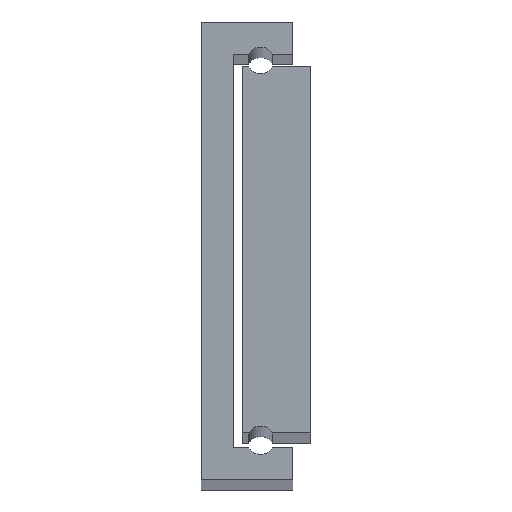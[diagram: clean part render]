
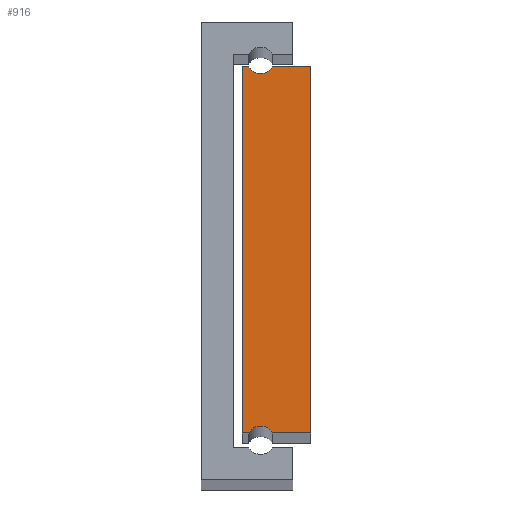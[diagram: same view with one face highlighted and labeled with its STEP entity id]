
A CAD part, top view. The second image highlights one B-rep face of the part: STEP entity #916.
In plain terms, the highlighted planar face has unit normal (0, 0, 1).
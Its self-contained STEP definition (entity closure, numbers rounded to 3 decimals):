
#11 = CARTESIAN_POINT ( 'NONE',  ( -4.571, -1.076, 650. ) ) ;
#23 = VECTOR ( 'NONE', #1573, 1000. ) ;
#29 = DIRECTION ( 'NONE',  ( 1., 0., 0. ) ) ;
#85 = DIRECTION ( 'NONE',  ( 0., 1., 0. ) ) ;
#110 = EDGE_CURVE ( 'NONE', #928, #3037, #866, .T. ) ;
#122 = ORIENTED_EDGE ( 'NONE', *, *, #932, .T. ) ;
#279 = DIRECTION ( 'NONE',  ( 0., 0., -1. ) ) ;
#288 = EDGE_CURVE ( 'NONE', #2694, #1362, #1026, .T. ) ;
#292 = CARTESIAN_POINT ( 'NONE',  ( -4.571, -1.076, 650. ) ) ;
#314 = VERTEX_POINT ( 'NONE', #1064 ) ;
#421 = CIRCLE ( 'NONE', #2242, 3. ) ;
#431 = ORIENTED_EDGE ( 'NONE', *, *, #1052, .T. ) ;
#472 = AXIS2_PLACEMENT_3D ( 'NONE', #2742, #2272, #1472 ) ;
#606 = CARTESIAN_POINT ( 'NONE',  ( -4.571, 78.924, 650. ) ) ;
#614 = VERTEX_POINT ( 'NONE', #2773 ) ;
#619 = VECTOR ( 'NONE', #2220, 1000. ) ;
#699 = EDGE_CURVE ( 'NONE', #314, #2694, #2431, .T. ) ;
#701 = CARTESIAN_POINT ( 'NONE',  ( 10.429, 78.924, 650. ) ) ;
#752 = EDGE_CURVE ( 'NONE', #755, #314, #1199, .T. ) ;
#755 = VERTEX_POINT ( 'NONE', #1455 ) ;
#778 = PLANE ( 'NONE',  #1843 ) ;
#866 = LINE ( 'NONE', #2557, #1900 ) ;
#916 = ADVANCED_FACE ( 'NONE', ( #1013 ), #778, .F. ) ;
#928 = VERTEX_POINT ( 'NONE', #2485 ) ;
#932 = EDGE_CURVE ( 'NONE', #614, #928, #421, .T. ) ;
#1013 = FACE_OUTER_BOUND ( 'NONE', #2093, .T. ) ;
#1025 = CARTESIAN_POINT ( 'NONE',  ( -0.571, -2.576, 650. ) ) ;
#1026 = LINE ( 'NONE', #1527, #1404 ) ;
#1042 = CARTESIAN_POINT ( 'NONE',  ( -0.571, 80.424, 650. ) ) ;
#1052 = EDGE_CURVE ( 'NONE', #2292, #755, #2190, .T. ) ;
#1064 = CARTESIAN_POINT ( 'NONE',  ( 2.027, -1.076, 650. ) ) ;
#1199 = CIRCLE ( 'NONE', #472, 3. ) ;
#1286 = ORIENTED_EDGE ( 'NONE', *, *, #752, .T. ) ;
#1291 = VECTOR ( 'NONE', #29, 1000. ) ;
#1296 = EDGE_CURVE ( 'NONE', #1362, #614, #3063, .T. ) ;
#1362 = VERTEX_POINT ( 'NONE', #3078 ) ;
#1402 = VECTOR ( 'NONE', #1605, 1000. ) ;
#1404 = VECTOR ( 'NONE', #85, 1000. ) ;
#1455 = CARTESIAN_POINT ( 'NONE',  ( -3.169, -1.076, 650. ) ) ;
#1463 = CARTESIAN_POINT ( 'NONE',  ( 10.429, -1.076, 650. ) ) ;
#1470 = CARTESIAN_POINT ( 'NONE',  ( 2.027, -1.076, 650. ) ) ;
#1472 = DIRECTION ( 'NONE',  ( -1., 0., 0. ) ) ;
#1497 = DIRECTION ( 'NONE',  ( 0., 0., -1. ) ) ;
#1527 = CARTESIAN_POINT ( 'NONE',  ( 10.429, -1.076, 650. ) ) ;
#1544 = DIRECTION ( 'NONE',  ( 1., 0., 0. ) ) ;
#1573 = DIRECTION ( 'NONE',  ( 0., -1., 0. ) ) ;
#1589 = EDGE_CURVE ( 'NONE', #3037, #2292, #2779, .T. ) ;
#1605 = DIRECTION ( 'NONE',  ( -1., 0., 0. ) ) ;
#1626 = ORIENTED_EDGE ( 'NONE', *, *, #1296, .T. ) ;
#1843 = AXIS2_PLACEMENT_3D ( 'NONE', #1025, #279, #2465 ) ;
#1900 = VECTOR ( 'NONE', #2319, 1000. ) ;
#2093 = EDGE_LOOP ( 'NONE', ( #2112, #431, #1286, #2943, #2594, #1626, #122, #2144 ) ) ;
#2112 = ORIENTED_EDGE ( 'NONE', *, *, #1589, .T. ) ;
#2144 = ORIENTED_EDGE ( 'NONE', *, *, #110, .T. ) ;
#2190 = LINE ( 'NONE', #11, #1291 ) ;
#2220 = DIRECTION ( 'NONE',  ( 1., 0., 0. ) ) ;
#2242 = AXIS2_PLACEMENT_3D ( 'NONE', #1042, #1497, #1544 ) ;
#2272 = DIRECTION ( 'NONE',  ( 0., 0., -1. ) ) ;
#2292 = VERTEX_POINT ( 'NONE', #292 ) ;
#2319 = DIRECTION ( 'NONE',  ( -1., 0., 0. ) ) ;
#2431 = LINE ( 'NONE', #1470, #619 ) ;
#2465 = DIRECTION ( 'NONE',  ( -1., 0., 0. ) ) ;
#2485 = CARTESIAN_POINT ( 'NONE',  ( -3.169, 78.924, 650. ) ) ;
#2557 = CARTESIAN_POINT ( 'NONE',  ( -3.169, 78.924, 650. ) ) ;
#2594 = ORIENTED_EDGE ( 'NONE', *, *, #288, .T. ) ;
#2694 = VERTEX_POINT ( 'NONE', #1463 ) ;
#2742 = CARTESIAN_POINT ( 'NONE',  ( -0.571, -2.576, 650. ) ) ;
#2773 = CARTESIAN_POINT ( 'NONE',  ( 2.027, 78.924, 650. ) ) ;
#2779 = LINE ( 'NONE', #606, #23 ) ;
#2864 = CARTESIAN_POINT ( 'NONE',  ( -4.571, 78.924, 650. ) ) ;
#2943 = ORIENTED_EDGE ( 'NONE', *, *, #699, .T. ) ;
#3037 = VERTEX_POINT ( 'NONE', #2864 ) ;
#3063 = LINE ( 'NONE', #701, #1402 ) ;
#3078 = CARTESIAN_POINT ( 'NONE',  ( 10.429, 78.924, 650. ) ) ;
